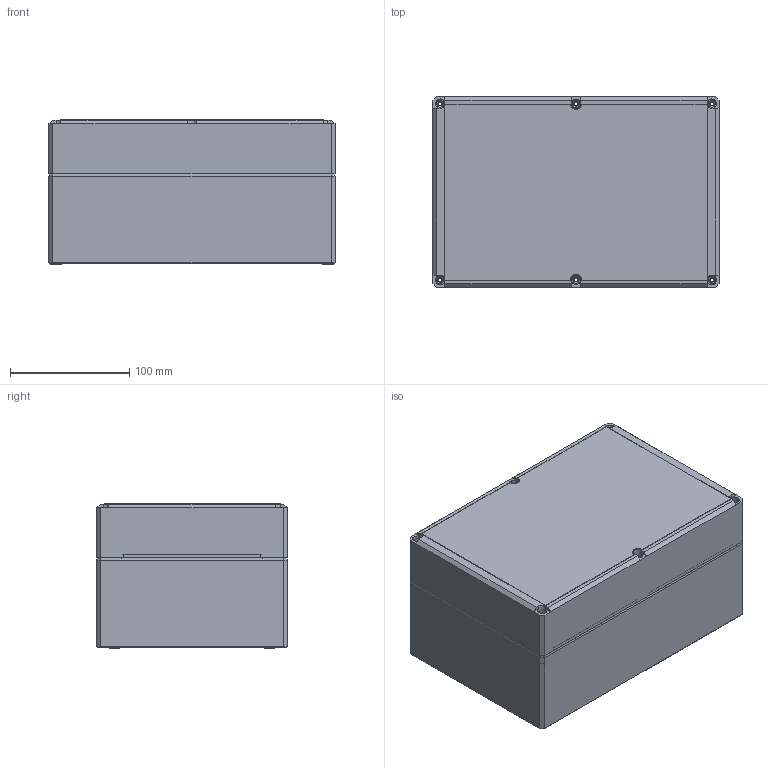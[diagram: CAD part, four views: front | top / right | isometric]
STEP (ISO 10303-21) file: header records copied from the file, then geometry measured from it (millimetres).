
FILE_DESCRIPTION((''),'2;1');
FILE_NAME('DPCP162412G_ASM','2011-04-05T',('pasi_koskela'),(''),'PRO/ENGINEER BY PARAMETRIC TECHNOLOGY CORPORATION, 2010140','PRO/ENGINEER BY PARAMETRIC TECHNOLOGY CORPORATION, 2010140','');
FILE_SCHEMA(('AUTOMOTIVE_DESIGN_CC2 { 1 2 10303 214 -1 1 5 2 }'));
Products named in the file (3): DPCP162408B; DPCG162405L; DPCP162412G_ASM
Assembly tree (2 placements, depth 2):
  DPCP162412G_ASM
    DPCP162408B
    DPCG162405L
Bounding box: 240 x 160 x 121.5 mm (x, y, z)
Volume: 625173.2 mm3; surface area: 389525.8 mm2
Topology: 2 solids, 2 shells, 1241 faces, 3135 edges, 1958 vertices
Faces by surface type: plane 449, cylinder 302, cone 212, torus 138, bspline 132, sphere 8
Entity records: 60025 total; most frequent: CARTESIAN_POINT 21396, ORIENTED_EDGE 6262, DIRECTION 5745, PRESENTATION_STYLE_ASSIGNMENT 3134, STYLED_ITEM 3133, CURVE_STYLE 3131, EDGE_CURVE 3131, AXIS2_PLACEMENT_3D 2124
